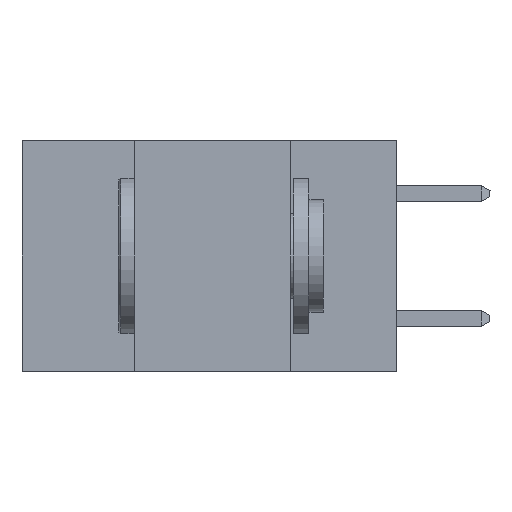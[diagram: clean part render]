
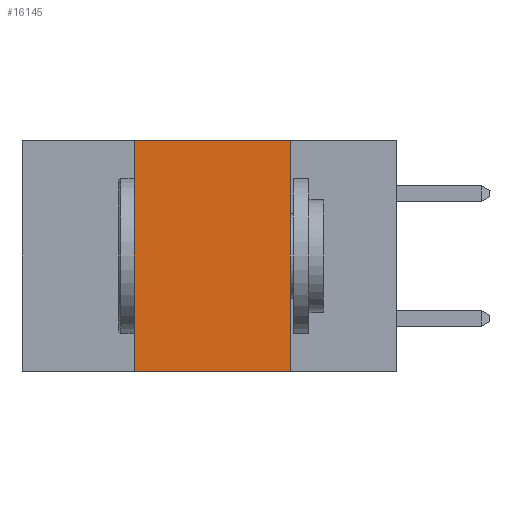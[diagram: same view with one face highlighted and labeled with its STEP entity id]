
A CAD part, left-side view. The second image highlights one B-rep face of the part: STEP entity #16145.
In plain terms, the highlighted planar face has unit normal (-1, 0, 0).
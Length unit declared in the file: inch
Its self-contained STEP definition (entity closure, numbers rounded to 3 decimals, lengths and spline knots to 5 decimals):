
#123 = LINE ( 'NONE', #21620, #5196 ) ;
#392 = PLANE ( 'NONE',  #16394 ) ;
#2402 = CARTESIAN_POINT ( 'NONE',  ( 0., 0.42, 0. ) ) ;
#2482 = ORIENTED_EDGE ( 'NONE', *, *, #19338, .F. ) ;
#2603 = VERTEX_POINT ( 'NONE', #22423 ) ;
#3308 = FACE_OUTER_BOUND ( 'NONE', #5096, .T. ) ;
#3809 = VERTEX_POINT ( 'NONE', #13933 ) ;
#5096 = EDGE_LOOP ( 'NONE', ( #2482, #7628, #8816, #8742 ) ) ;
#5196 = VECTOR ( 'NONE', #6711, 39.37008 ) ;
#6711 = DIRECTION ( 'NONE',  ( 0., -1., 0. ) ) ;
#6876 = DIRECTION ( 'NONE',  ( 1., 0., 0. ) ) ;
#7199 = VERTEX_POINT ( 'NONE', #9891 ) ;
#7628 = ORIENTED_EDGE ( 'NONE', *, *, #25177, .F. ) ;
#7809 = VECTOR ( 'NONE', #11868, 39.37008 ) ;
#7916 = EDGE_CURVE ( 'NONE', #3809, #2603, #26943, .T. ) ;
#8001 = DIRECTION ( 'NONE',  ( 0., -1., 0. ) ) ;
#8742 = ORIENTED_EDGE ( 'NONE', *, *, #7916, .T. ) ;
#8816 = ORIENTED_EDGE ( 'NONE', *, *, #13624, .F. ) ;
#9891 = CARTESIAN_POINT ( 'NONE',  ( 0., 0.42, 0. ) ) ;
#10936 = DIRECTION ( 'NONE',  ( 0., 0., 1. ) ) ;
#11019 = CARTESIAN_POINT ( 'NONE',  ( 0., 0.17, 0. ) ) ;
#11868 = DIRECTION ( 'NONE',  ( 0., 0., -1. ) ) ;
#12791 = LINE ( 'NONE', #20363, #7809 ) ;
#13624 = EDGE_CURVE ( 'NONE', #3809, #7199, #15558, .T. ) ;
#13933 = CARTESIAN_POINT ( 'NONE',  ( 0., 0.42, -0.37 ) ) ;
#14200 = VECTOR ( 'NONE', #10936, 39.37008 ) ;
#15558 = LINE ( 'NONE', #2402, #14200 ) ;
#16145 = ADVANCED_FACE ( 'NONE', ( #3308 ), #392, .F. ) ;
#16394 = AXIS2_PLACEMENT_3D ( 'NONE', #19639, #6876, #21789 ) ;
#19338 = EDGE_CURVE ( 'NONE', #26463, #2603, #12791, .T. ) ;
#19639 = CARTESIAN_POINT ( 'NONE',  ( 0., 0.6, 0. ) ) ;
#20363 = CARTESIAN_POINT ( 'NONE',  ( 0., 0.17, 0. ) ) ;
#20770 = CARTESIAN_POINT ( 'NONE',  ( 0., 0.6, -0.37 ) ) ;
#21620 = CARTESIAN_POINT ( 'NONE',  ( 0., 0.6, 0. ) ) ;
#21789 = DIRECTION ( 'NONE',  ( 0., 0., -1. ) ) ;
#22032 = VECTOR ( 'NONE', #8001, 39.37008 ) ;
#22423 = CARTESIAN_POINT ( 'NONE',  ( 0., 0.17, -0.37 ) ) ;
#25177 = EDGE_CURVE ( 'NONE', #7199, #26463, #123, .T. ) ;
#26463 = VERTEX_POINT ( 'NONE', #11019 ) ;
#26943 = LINE ( 'NONE', #20770, #22032 ) ;
